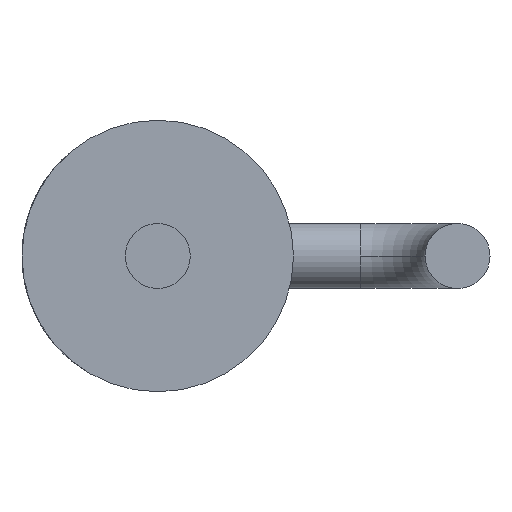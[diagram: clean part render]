
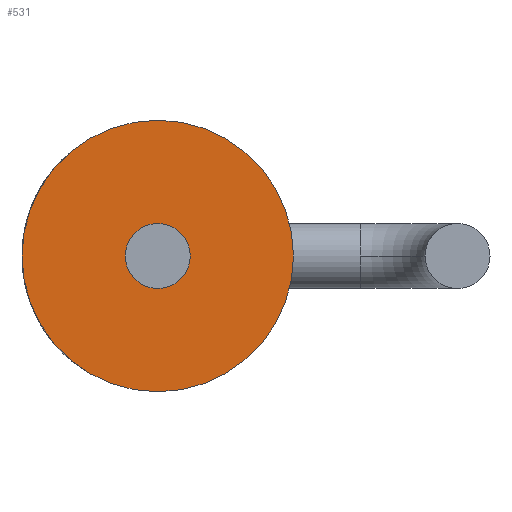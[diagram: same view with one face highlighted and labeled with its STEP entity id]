
A CAD part, front view. The second image highlights one B-rep face of the part: STEP entity #531.
In plain terms, the highlighted planar face has unit normal (0, -1, 0).
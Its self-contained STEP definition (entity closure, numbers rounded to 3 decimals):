
#67 = CARTESIAN_POINT ( 'NONE',  ( 0.275, 1., 0. ) ) ;
#107 = DIRECTION ( 'NONE',  ( 0., 0., 1. ) ) ;
#267 = EDGE_CURVE ( 'NONE', #2394, #2022, #3269, .T. ) ;
#309 = CARTESIAN_POINT ( 'NONE',  ( 0., 1., 0. ) ) ;
#531 = ADVANCED_FACE ( 'NONE', ( #2469, #2451 ), #2692, .F. ) ;
#614 = ORIENTED_EDGE ( 'NONE', *, *, #267, .F. ) ;
#714 = EDGE_CURVE ( 'NONE', #1932, #3194, #2204, .T. ) ;
#722 = CARTESIAN_POINT ( 'NONE',  ( 0., 1., 0. ) ) ;
#841 = DIRECTION ( 'NONE',  ( 0., 1., 0. ) ) ;
#906 = CARTESIAN_POINT ( 'NONE',  ( 0., 1., 0. ) ) ;
#943 = DIRECTION ( 'NONE',  ( 0., 0., 1. ) ) ;
#974 = ORIENTED_EDGE ( 'NONE', *, *, #2326, .F. ) ;
#1208 = DIRECTION ( 'NONE',  ( 0., 0., 1. ) ) ;
#1353 = DIRECTION ( 'NONE',  ( 0., 0., 1. ) ) ;
#1383 = DIRECTION ( 'NONE',  ( 0., 0., 1. ) ) ;
#1395 = CARTESIAN_POINT ( 'NONE',  ( -0.275, 1., 0. ) ) ;
#1434 = CARTESIAN_POINT ( 'NONE',  ( 0., 1., 0. ) ) ;
#1480 = CIRCLE ( 'NONE', #2800, 0.275 ) ;
#1488 = DIRECTION ( 'NONE',  ( 0., 1., 0. ) ) ;
#1870 = DIRECTION ( 'NONE',  ( 0., 1., 0. ) ) ;
#1898 = CARTESIAN_POINT ( 'NONE',  ( 0., 1., -1.15 ) ) ;
#1932 = VERTEX_POINT ( 'NONE', #67 ) ;
#2022 = VERTEX_POINT ( 'NONE', #3197 ) ;
#2033 = ORIENTED_EDGE ( 'NONE', *, *, #3196, .F. ) ;
#2202 = AXIS2_PLACEMENT_3D ( 'NONE', #1434, #1488, #943 ) ;
#2204 = CIRCLE ( 'NONE', #3217, 0.275 ) ;
#2326 = EDGE_CURVE ( 'NONE', #2022, #2394, #2542, .T. ) ;
#2394 = VERTEX_POINT ( 'NONE', #1898 ) ;
#2451 = FACE_OUTER_BOUND ( 'NONE', #3101, .T. ) ;
#2469 = FACE_BOUND ( 'NONE', #3153, .T. ) ;
#2496 = DIRECTION ( 'NONE',  ( 0., -1., 0. ) ) ;
#2542 = CIRCLE ( 'NONE', #2965, 1.15 ) ;
#2617 = CARTESIAN_POINT ( 'NONE',  ( 0., 1., 0. ) ) ;
#2692 = PLANE ( 'NONE',  #2202 ) ;
#2800 = AXIS2_PLACEMENT_3D ( 'NONE', #906, #3179, #1383 ) ;
#2929 = ORIENTED_EDGE ( 'NONE', *, *, #714, .F. ) ;
#2965 = AXIS2_PLACEMENT_3D ( 'NONE', #309, #841, #107 ) ;
#3101 = EDGE_LOOP ( 'NONE', ( #614, #974 ) ) ;
#3103 = AXIS2_PLACEMENT_3D ( 'NONE', #2617, #1870, #1353 ) ;
#3153 = EDGE_LOOP ( 'NONE', ( #2929, #2033 ) ) ;
#3179 = DIRECTION ( 'NONE',  ( 0., -1., 0. ) ) ;
#3194 = VERTEX_POINT ( 'NONE', #1395 ) ;
#3196 = EDGE_CURVE ( 'NONE', #3194, #1932, #1480, .T. ) ;
#3197 = CARTESIAN_POINT ( 'NONE',  ( 0., 1., 1.15 ) ) ;
#3217 = AXIS2_PLACEMENT_3D ( 'NONE', #722, #2496, #1208 ) ;
#3269 = CIRCLE ( 'NONE', #3103, 1.15 ) ;
